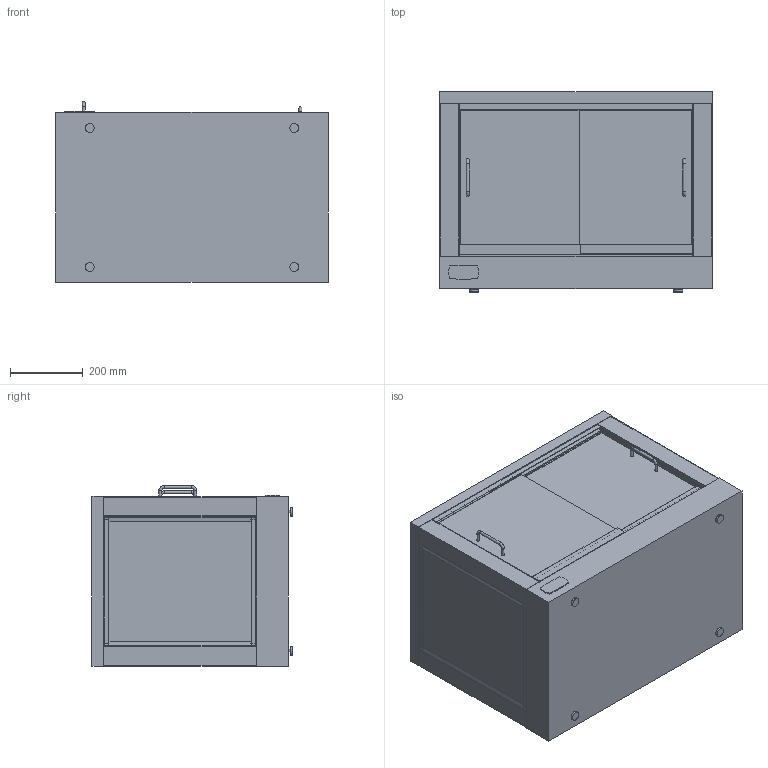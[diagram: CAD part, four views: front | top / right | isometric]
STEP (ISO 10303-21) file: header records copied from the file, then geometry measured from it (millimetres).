
FILE_DESCRIPTION(/* description */ ('vereinfachte Modell'),/* implementation_level */ '2;1');
FILE_NAME(/* name */ '3D-AKE-00047525.stp',/* time_stamp */ '2024-04-17T14:01:05+02:00',/* author */ ('julian.lux'),/* organization */ (''),/* preprocessor_version */ 'ST-DEVELOPER v18.1',/* originating_system */ 'Autodesk Inventor 2020',/* authorisation */ '');
FILE_SCHEMA (('AUTOMOTIVE_DESIGN { 1 0 10303 214 3 1 1 }'));
Length unit declared in the file: millimetre
Products named in the file (1): 3D-AKE-00047525
Bounding box: 750 x 550 x 496.75 mm (x, y, z)
Volume: 64095738 mm3; surface area: 7598436.8 mm2
Topology: 80 solids, 80 shells, 935 faces, 2248 edges, 1488 vertices
Faces by surface type: plane 793, cylinder 122, cone 16, torus 4
Full cylindrical faces by diameter (mm): 6 x32, 8 x10, 24.7 x4
Entity records: 26938 total; most frequent: CARTESIAN_POINT 4672, ORIENTED_EDGE 4496, DIRECTION 4452, EDGE_CURVE 2248, LINE 1916, VECTOR 1916, VERTEX_POINT 1488, AXIS2_PLACEMENT_3D 1268
